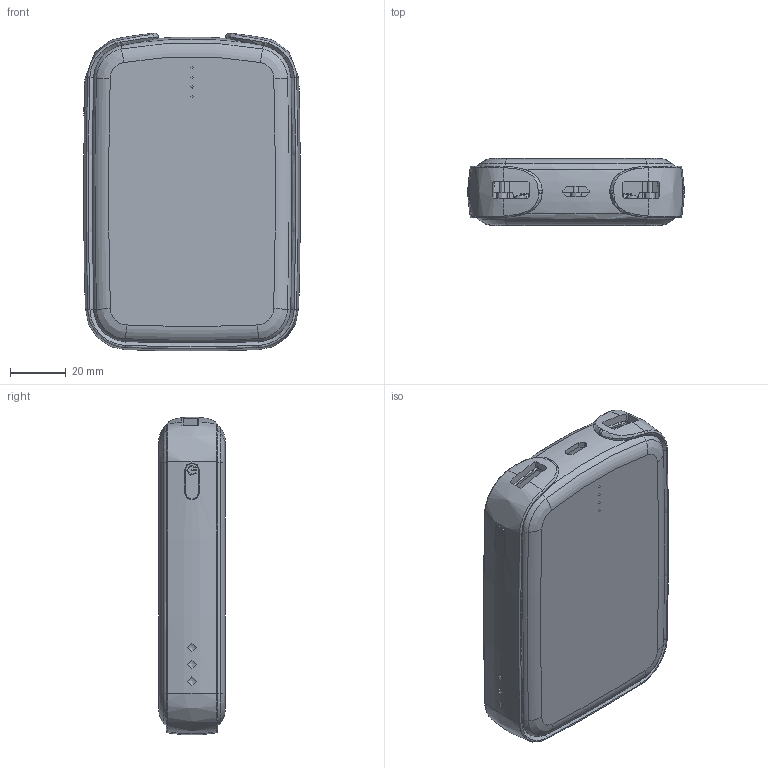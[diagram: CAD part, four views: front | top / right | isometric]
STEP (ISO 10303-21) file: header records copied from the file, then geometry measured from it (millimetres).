
FILE_DESCRIPTION(/* description */ (''),/* implementation_level */ '2;1');
FILE_NAME(/* name */ 'V50 Case Simplified.stp',/* time_stamp */ '2019-08-28T16:17:16-04:00',/* author */ ('Michael'),/* organization */ (''),/* preprocessor_version */ 'ST-DEVELOPER v18',/* originating_system */ 'Autodesk Inventor 2020',/* authorisation */ '');
FILE_SCHEMA (('AUTOMOTIVE_DESIGN { 1 0 10303 214 3 1 1 }'));
Products named in the file (1): V50 Case Simplified
Bounding box: 77.89 x 24 x 114.42 mm (x, y, z)
Volume: 60369 mm3; surface area: 74947.9 mm2
Topology: 2 solids, 2 shells, 1926 faces, 5403 edges, 3499 vertices
Faces by surface type: plane 1097, torus 286, bspline 250, cylinder 228, cone 65
Full cylindrical faces by diameter (mm): 0.8 x8, 1.4 x2, 1.5 x3, 1.6 x7, 1.7 x2, 1.8 x7, 4 x2
Entity records: 94500 total; most frequent: CARTESIAN_POINT 44312, ORIENTED_EDGE 10782, DIRECTION 9389, EDGE_CURVE 5391, VERTEX_POINT 3499, AXIS2_PLACEMENT_3D 3344, LINE 2701, VECTOR 2701
